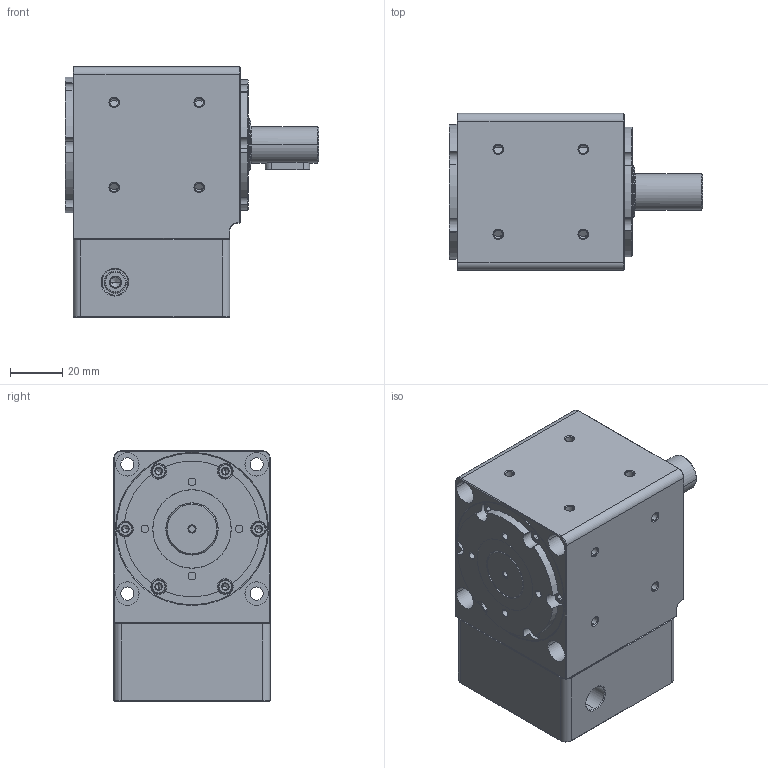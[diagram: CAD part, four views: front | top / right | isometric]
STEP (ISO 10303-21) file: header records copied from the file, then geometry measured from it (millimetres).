
FILE_DESCRIPTION((''),'2;1');
FILE_NAME('DR060-02_03-05_-14-30-50-70-M4_','2022-10-12T',('Administrator'),(''),'CREO PARAMETRIC BY PTC INC, 2018070','CREO PARAMETRIC BY PTC INC, 2018070','');
FILE_SCHEMA(('CONFIG_CONTROL_DESIGN'));
Length unit declared in the file: millimetre
Products named in the file (1): DR060-02_03-05_-14-30-50-70-M4_
Bounding box: 97.01 x 60 x 96 mm (x, y, z)
Volume: 331101.3 mm3; surface area: 58225.4 mm2
Topology: 1 solids, 15 shells, 1033 faces, 2449 edges, 1495 vertices
Faces by surface type: plane 374, cylinder 277, cone 268, torus 114
Entity records: 31065 total; most frequent: CARTESIAN_POINT 6662, DIRECTION 5561, ORIENTED_EDGE 4854, EDGE_CURVE 2427, AXIS2_PLACEMENT_3D 2350, VERTEX_POINT 1495, CIRCLE 1317, EDGE_LOOP 1144
